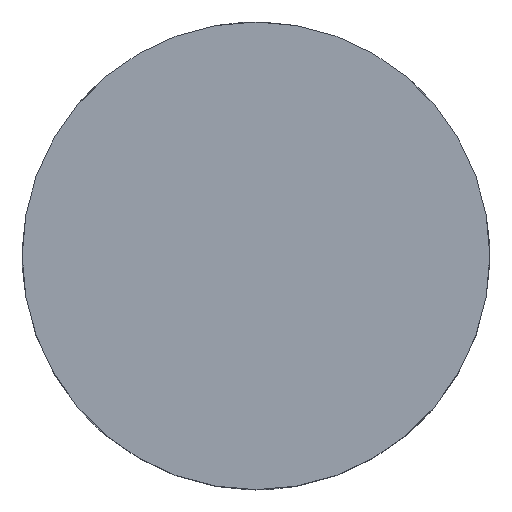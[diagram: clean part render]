
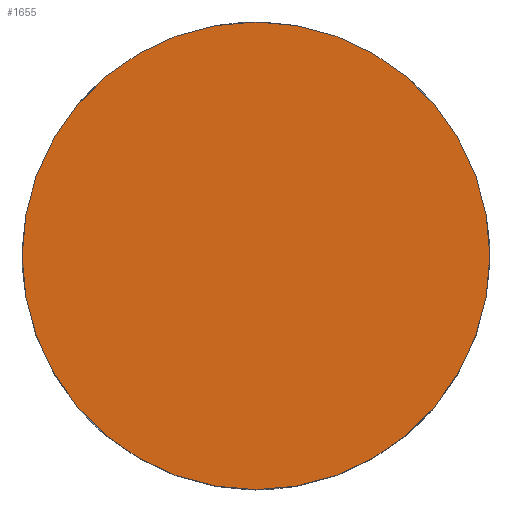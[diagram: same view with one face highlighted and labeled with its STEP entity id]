
A CAD part, top view. The second image highlights one B-rep face of the part: STEP entity #1655.
In plain terms, the highlighted planar face has unit normal (0, 0, 1).
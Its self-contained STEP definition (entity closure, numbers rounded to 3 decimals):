
#34=CARTESIAN_POINT('',(-37.,0.,20.));
#35=VERTEX_POINT('',#34);
#42=CARTESIAN_POINT('',(37.,-0.,20.));
#43=VERTEX_POINT('',#42);
#44=CARTESIAN_POINT('',(0.,0.,20.));
#45=DIRECTION('',(0.,0.,1.));
#46=DIRECTION('',(1.,0.,-0.));
#47=AXIS2_PLACEMENT_3D('',#44,#45,#46);
#48=CIRCLE('',#47,37.);
#49=EDGE_CURVE('',#43,#35,#48,.T.);
#51=CARTESIAN_POINT('',(0.,0.,20.));
#52=DIRECTION('',(0.,0.,1.));
#53=DIRECTION('',(1.,0.,-0.));
#54=AXIS2_PLACEMENT_3D('',#51,#52,#53);
#55=CIRCLE('',#54,37.);
#56=EDGE_CURVE('',#35,#43,#55,.T.);
#1646=CARTESIAN_POINT('',(0.,0.,20.));
#1647=DIRECTION('',(0.,0.,1.));
#1648=DIRECTION('',(1.,0.,0.));
#1649=AXIS2_PLACEMENT_3D('',#1646,#1647,#1648);
#1650=PLANE('',#1649);
#1651=ORIENTED_EDGE('',*,*,#49,.T.);
#1652=ORIENTED_EDGE('',*,*,#56,.T.);
#1653=EDGE_LOOP('',(#1651,#1652));
#1654=FACE_BOUND('',#1653,.T.);
#1655=ADVANCED_FACE('',(#1654),#1650,.T.);
